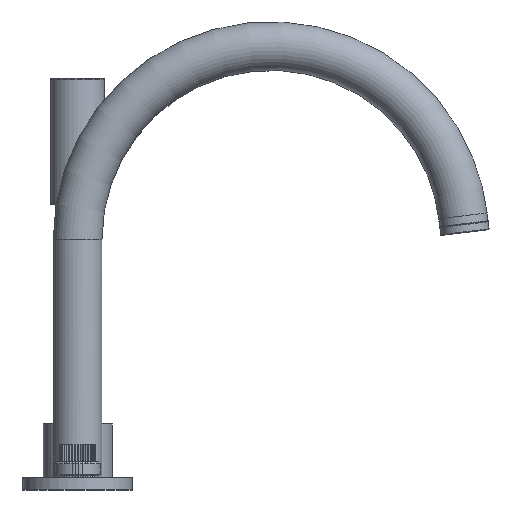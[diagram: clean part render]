
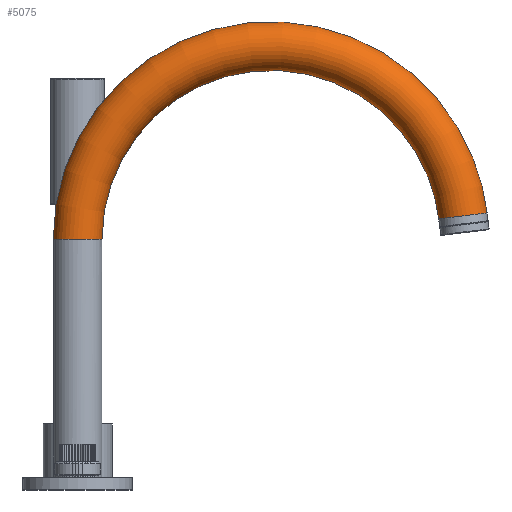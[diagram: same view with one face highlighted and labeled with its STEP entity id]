
A CAD part, front view. The second image highlights one B-rep face of the part: STEP entity #5075.
In plain terms, the highlighted toroidal (fillet/blend) face has major radius 115.009 mm and minor radius 14.5 mm.
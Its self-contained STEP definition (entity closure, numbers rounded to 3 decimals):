
#73=TOROIDAL_SURFACE('',#6253,115.009,14.5);
#162=CIRCLE('',#6252,14.5);
#163=CIRCLE('',#6254,14.5);
#1632=ORIENTED_EDGE('',*,*,#2334,.F.);
#1633=ORIENTED_EDGE('',*,*,#2335,.F.);
#2334=EDGE_CURVE('',#2898,#2898,#162,.F.);
#2335=EDGE_CURVE('',#2899,#2899,#163,.T.);
#2898=VERTEX_POINT('',#16081);
#2899=VERTEX_POINT('',#16084);
#4100=EDGE_LOOP('',(#1632));
#4101=EDGE_LOOP('',(#1633));
#4608=FACE_BOUND('',#4100,.T.);
#4609=FACE_BOUND('',#4101,.T.);
#5075=ADVANCED_FACE('',(#4608,#4609),#73,.T.);
#6252=AXIS2_PLACEMENT_3D('',#16080,#7303,#7304);
#6253=AXIS2_PLACEMENT_3D('',#16082,#7305,#7306);
#6254=AXIS2_PLACEMENT_3D('',#16083,#7307,#7308);
#7303=DIRECTION('',(0.,0.,1.));
#7304=DIRECTION('',(0.,-1.,0.));
#7305=DIRECTION('',(0.,1.,0.));
#7306=DIRECTION('',(0.,0.,1.));
#7307=DIRECTION('',(0.122,0.,-0.993));
#7308=DIRECTION('',(-0.993,0.,-0.122));
#16080=CARTESIAN_POINT('',(-0.004,0.,149.001));
#16081=CARTESIAN_POINT('',(-0.004,-14.5,149.001));
#16082=CARTESIAN_POINT('',(115.004,0.,149.001));
#16083=CARTESIAN_POINT('',(229.156,0.,163.017));
#16084=CARTESIAN_POINT('',(214.764,0.,161.25));
